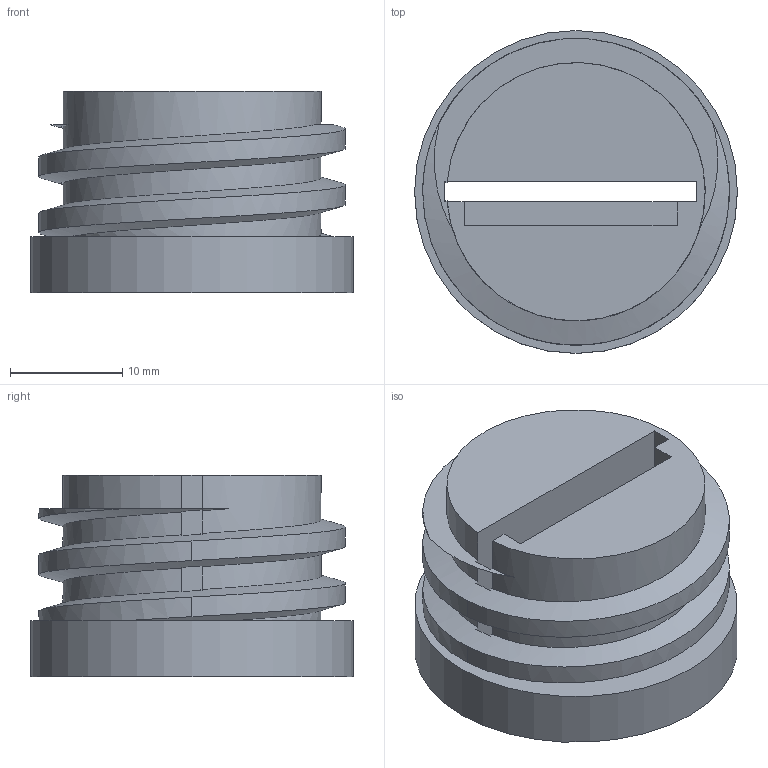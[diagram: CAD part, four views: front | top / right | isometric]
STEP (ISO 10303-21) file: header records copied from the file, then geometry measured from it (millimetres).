
FILE_DESCRIPTION(/* description */ (''),/* implementation_level */ '2;1');
FILE_NAME(/* name */ 'Sensor Holder.step',/* time_stamp */ '2022-03-18T21:13:18+00:00',/* author */ (''),/* organization */ (''),/* preprocessor_version */ 'ST-DEVELOPER v18.1',/* originating_system */ 'Autodesk Translation Framework v10.13.0.1454',/* authorisation */ '');
FILE_SCHEMA (('AUTOMOTIVE_DESIGN { 1 0 10303 214 3 1 1 }'));
Length unit declared in the file: millimetre
Products named in the file (1): Sensor Holder
Bounding box: 28.8 x 28.8 x 18 mm (x, y, z)
Volume: 8510.3 mm3; surface area: 4068.6 mm2
Topology: 1 solids, 1 shells, 31 faces, 103 edges, 70 vertices
Faces by surface type: plane 18, cylinder 7, bspline 6
Full cylindrical faces by diameter (mm): 27.36 x1, 28.8 x1
Entity records: 1919 total; most frequent: CARTESIAN_POINT 1068, ORIENTED_EDGE 206, DIRECTION 119, EDGE_CURVE 103, VERTEX_POINT 70, LINE 51, VECTOR 51, B_SPLINE_CURVE_WITH_KNOTS 44
